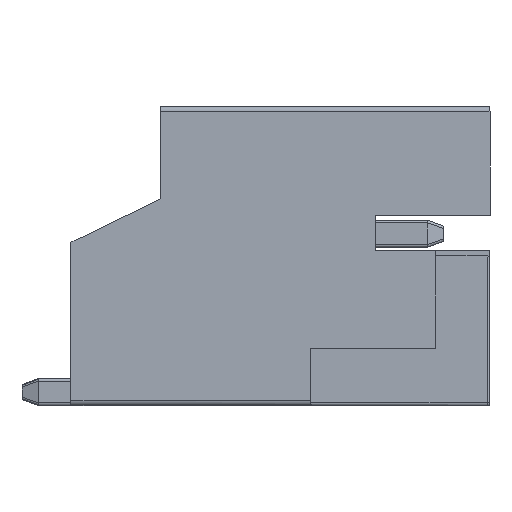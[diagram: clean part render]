
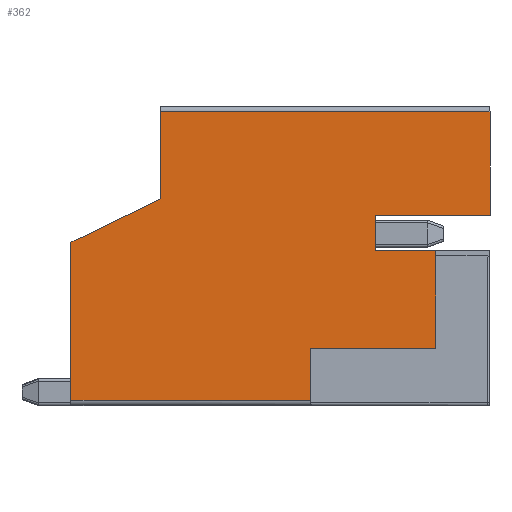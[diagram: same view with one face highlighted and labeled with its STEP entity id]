
A CAD part, left-side view. The second image highlights one B-rep face of the part: STEP entity #362.
In plain terms, the highlighted planar face has unit normal (-1, 0, 0).
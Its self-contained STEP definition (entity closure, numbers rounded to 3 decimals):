
#53 = ORIENTED_EDGE ( 'NONE', *, *, #7438, .T. ) ;
#90 = VERTEX_POINT ( 'NONE', #208 ) ;
#127 = B_SPLINE_CURVE_WITH_KNOTS ( 'NONE', 1,
 ( #2121, #4469 ),
 .UNSPECIFIED., .F., .F.,
 ( 2, 2 ),
 ( 0., 6.05 ),
 .UNSPECIFIED. ) ;
#208 = CARTESIAN_POINT ( 'NONE',  ( -11., 6.05, 0.15 ) ) ;
#235 = CARTESIAN_POINT ( 'NONE',  ( -11., 1.65, 0.15 ) ) ;
#362 = ADVANCED_FACE ( 'NONE', ( #2363 ), #6278, .T. ) ;
#542 = ORIENTED_EDGE ( 'NONE', *, *, #2393, .F. ) ;
#604 = CARTESIAN_POINT ( 'NONE',  ( -11., -2.42, 5.98 ) ) ;
#793 = CARTESIAN_POINT ( 'NONE',  ( -11., 4.4, 5.45 ) ) ;
#868 = CARTESIAN_POINT ( 'NONE',  ( -11., -0.65, 2.9 ) ) ;
#880 = CARTESIAN_POINT ( 'NONE',  ( -11., 6.05, 0.15 ) ) ;
#906 = CARTESIAN_POINT ( 'NONE',  ( -11., -0.65, 2.9 ) ) ;
#910 = ORIENTED_EDGE ( 'NONE', *, *, #1105, .F. ) ;
#1105 = EDGE_CURVE ( 'NONE', #2557, #1687, #1237, .T. ) ;
#1237 = B_SPLINE_CURVE_WITH_KNOTS ( 'NONE', 1,
 ( #1613, #2339 ),
 .UNSPECIFIED., .F., .F.,
 ( 2, 2 ),
 ( 0., 0.95 ),
 .UNSPECIFIED. ) ;
#1613 = CARTESIAN_POINT ( 'NONE',  ( -11., 1.65, 1.1 ) ) ;
#1687 = VERTEX_POINT ( 'NONE', #235 ) ;
#1702 = VERTEX_POINT ( 'NONE', #5442 ) ;
#1776 = DIRECTION ( 'NONE',  ( 0., 0., 1. ) ) ;
#1831 = CARTESIAN_POINT ( 'NONE',  ( -11., 4.4, 5.45 ) ) ;
#1875 = EDGE_CURVE ( 'NONE', #2695, #2145, #127, .T. ) ;
#1918 = EDGE_CURVE ( 'NONE', #7483, #4839, #2510, .T. ) ;
#1976 = EDGE_CURVE ( 'NONE', #7483, #6897, #6261, .T. ) ;
#1990 = ORIENTED_EDGE ( 'NONE', *, *, #1875, .F. ) ;
#1991 = ORIENTED_EDGE ( 'NONE', *, *, #7300, .T. ) ;
#2038 = CARTESIAN_POINT ( 'NONE',  ( -11., 0.45, 2.9 ) ) ;
#2121 = CARTESIAN_POINT ( 'NONE',  ( -11., 4.4, 5.45 ) ) ;
#2145 = VERTEX_POINT ( 'NONE', #4662 ) ;
#2339 = CARTESIAN_POINT ( 'NONE',  ( -11., 1.65, 0.15 ) ) ;
#2363 = FACE_OUTER_BOUND ( 'NONE', #4768, .T. ) ;
#2367 = CARTESIAN_POINT ( 'NONE',  ( -11., 0.45, 2.9 ) ) ;
#2393 = EDGE_CURVE ( 'NONE', #90, #6544, #5233, .T. ) ;
#2469 = EDGE_CURVE ( 'NONE', #2893, #1702, #6772, .T. ) ;
#2510 = B_SPLINE_CURVE_WITH_KNOTS ( 'NONE', 1,
 ( #5069, #2038 ),
 .UNSPECIFIED., .F., .F.,
 ( 2, 2 ),
 ( 0., 1.1 ),
 .UNSPECIFIED. ) ;
#2547 = CARTESIAN_POINT ( 'NONE',  ( -11., -1.65, 5.45 ) ) ;
#2557 = VERTEX_POINT ( 'NONE', #5781 ) ;
#2573 = CARTESIAN_POINT ( 'NONE',  ( -11., 4.4, 3.85 ) ) ;
#2578 = B_SPLINE_CURVE_WITH_KNOTS ( 'NONE', 1,
 ( #2367, #7110 ),
 .UNSPECIFIED., .F., .F.,
 ( 2, 2 ),
 ( 0., 0.65 ),
 .UNSPECIFIED. ) ;
#2662 = CARTESIAN_POINT ( 'NONE',  ( -11., -1.65, 3.55 ) ) ;
#2695 = VERTEX_POINT ( 'NONE', #1831 ) ;
#2801 = EDGE_CURVE ( 'NONE', #1687, #90, #6755, .T. ) ;
#2893 = VERTEX_POINT ( 'NONE', #7033 ) ;
#2950 = DIRECTION ( 'NONE',  ( -1., 0., 0. ) ) ;
#2994 = CARTESIAN_POINT ( 'NONE',  ( -11., 0.45, 2.9 ) ) ;
#3368 = EDGE_CURVE ( 'NONE', #6897, #2557, #6927, .T. ) ;
#3516 = EDGE_CURVE ( 'NONE', #1702, #2145, #5108, .T. ) ;
#3559 = CARTESIAN_POINT ( 'NONE',  ( -11., 1.65, 1.1 ) ) ;
#3621 = B_SPLINE_CURVE_WITH_KNOTS ( 'NONE', 1,
 ( #6032, #6069 ),
 .UNSPECIFIED., .F., .F.,
 ( 2, 2 ),
 ( 0., 1.834 ),
 .UNSPECIFIED. ) ;
#3862 = CARTESIAN_POINT ( 'NONE',  ( -11., -0.65, 1.1 ) ) ;
#3896 = VERTEX_POINT ( 'NONE', #2573 ) ;
#4279 = CARTESIAN_POINT ( 'NONE',  ( -11., 6.05, 0.15 ) ) ;
#4445 = CARTESIAN_POINT ( 'NONE',  ( -11., 4.4, 3.85 ) ) ;
#4469 = CARTESIAN_POINT ( 'NONE',  ( -11., -1.65, 5.45 ) ) ;
#4473 = CARTESIAN_POINT ( 'NONE',  ( -11., -1.65, 3.55 ) ) ;
#4662 = CARTESIAN_POINT ( 'NONE',  ( -11., -1.65, 5.45 ) ) ;
#4706 = ORIENTED_EDGE ( 'NONE', *, *, #2801, .F. ) ;
#4768 = EDGE_LOOP ( 'NONE', ( #4706, #910, #7441, #6452, #5894, #1991, #5994, #6389, #1990, #53, #6909, #542 ) ) ;
#4839 = VERTEX_POINT ( 'NONE', #2994 ) ;
#5055 = CARTESIAN_POINT ( 'NONE',  ( -11., 1.65, 0.15 ) ) ;
#5069 = CARTESIAN_POINT ( 'NONE',  ( -11., -0.65, 2.9 ) ) ;
#5108 = B_SPLINE_CURVE_WITH_KNOTS ( 'NONE', 1,
 ( #4473, #2547 ),
 .UNSPECIFIED., .F., .F.,
 ( 2, 2 ),
 ( 0., 1.9 ),
 .UNSPECIFIED. ) ;
#5233 = B_SPLINE_CURVE_WITH_KNOTS ( 'NONE', 1,
 ( #4279, #6187 ),
 .UNSPECIFIED., .F., .F.,
 ( 2, 2 ),
 ( 0., 2.9 ),
 .UNSPECIFIED. ) ;
#5264 = CARTESIAN_POINT ( 'NONE',  ( -11., -0.65, 1.1 ) ) ;
#5406 = B_SPLINE_CURVE_WITH_KNOTS ( 'NONE', 1,
 ( #793, #4445 ),
 .UNSPECIFIED., .F., .F.,
 ( 2, 2 ),
 ( 0., 1.6 ),
 .UNSPECIFIED. ) ;
#5442 = CARTESIAN_POINT ( 'NONE',  ( -11., -1.65, 3.55 ) ) ;
#5557 = CARTESIAN_POINT ( 'NONE',  ( -11., 0.45, 3.55 ) ) ;
#5781 = CARTESIAN_POINT ( 'NONE',  ( -11., 1.65, 1.1 ) ) ;
#5832 = CARTESIAN_POINT ( 'NONE',  ( -11., 6.05, 3.05 ) ) ;
#5894 = ORIENTED_EDGE ( 'NONE', *, *, #1918, .T. ) ;
#5900 = CARTESIAN_POINT ( 'NONE',  ( -11., -0.65, 1.1 ) ) ;
#5932 = AXIS2_PLACEMENT_3D ( 'NONE', #604, #2950, #1776 ) ;
#5994 = ORIENTED_EDGE ( 'NONE', *, *, #2469, .T. ) ;
#6032 = CARTESIAN_POINT ( 'NONE',  ( -11., 4.4, 3.85 ) ) ;
#6069 = CARTESIAN_POINT ( 'NONE',  ( -11., 6.05, 3.05 ) ) ;
#6187 = CARTESIAN_POINT ( 'NONE',  ( -11., 6.05, 3.05 ) ) ;
#6261 = B_SPLINE_CURVE_WITH_KNOTS ( 'NONE', 1,
 ( #906, #3862 ),
 .UNSPECIFIED., .F., .F.,
 ( 2, 2 ),
 ( 0., 1.8 ),
 .UNSPECIFIED. ) ;
#6278 = PLANE ( 'NONE',  #5932 ) ;
#6389 = ORIENTED_EDGE ( 'NONE', *, *, #3516, .T. ) ;
#6452 = ORIENTED_EDGE ( 'NONE', *, *, #1976, .F. ) ;
#6544 = VERTEX_POINT ( 'NONE', #5832 ) ;
#6602 = EDGE_CURVE ( 'NONE', #3896, #6544, #3621, .T. ) ;
#6755 = B_SPLINE_CURVE_WITH_KNOTS ( 'NONE', 1,
 ( #5055, #880 ),
 .UNSPECIFIED., .F., .F.,
 ( 2, 2 ),
 ( 0., 4.4 ),
 .UNSPECIFIED. ) ;
#6772 = B_SPLINE_CURVE_WITH_KNOTS ( 'NONE', 1,
 ( #5557, #2662 ),
 .UNSPECIFIED., .F., .F.,
 ( 2, 2 ),
 ( 0., 2.1 ),
 .UNSPECIFIED. ) ;
#6897 = VERTEX_POINT ( 'NONE', #5900 ) ;
#6909 = ORIENTED_EDGE ( 'NONE', *, *, #6602, .T. ) ;
#6927 = B_SPLINE_CURVE_WITH_KNOTS ( 'NONE', 1,
 ( #5264, #3559 ),
 .UNSPECIFIED., .F., .F.,
 ( 2, 2 ),
 ( 0., 2.3 ),
 .UNSPECIFIED. ) ;
#7033 = CARTESIAN_POINT ( 'NONE',  ( -11., 0.45, 3.55 ) ) ;
#7110 = CARTESIAN_POINT ( 'NONE',  ( -11., 0.45, 3.55 ) ) ;
#7300 = EDGE_CURVE ( 'NONE', #4839, #2893, #2578, .T. ) ;
#7438 = EDGE_CURVE ( 'NONE', #2695, #3896, #5406, .T. ) ;
#7441 = ORIENTED_EDGE ( 'NONE', *, *, #3368, .F. ) ;
#7483 = VERTEX_POINT ( 'NONE', #868 ) ;
